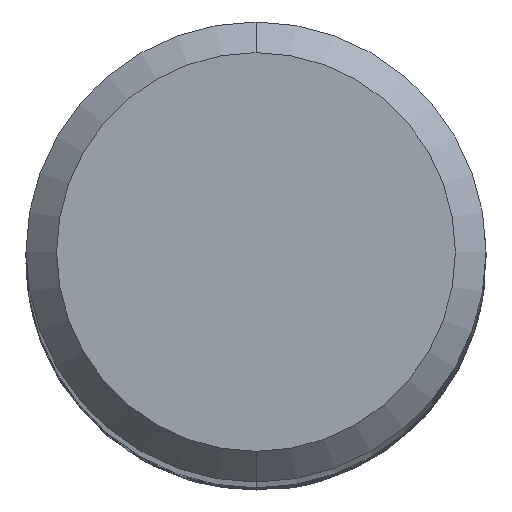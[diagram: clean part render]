
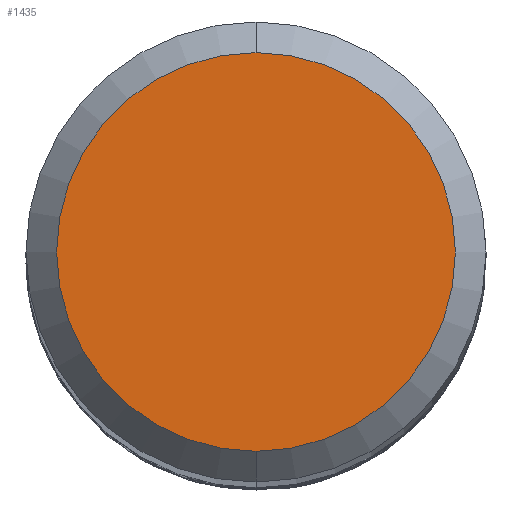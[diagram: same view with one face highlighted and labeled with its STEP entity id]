
A CAD part, top view. The second image highlights one B-rep face of the part: STEP entity #1435.
In plain terms, the highlighted planar face has unit normal (0, 0, 1).
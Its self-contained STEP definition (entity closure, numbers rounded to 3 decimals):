
#1091=EDGE_CURVE('',#1737,#1221,#2314,.T.);
#1221=VERTEX_POINT('',#2455);
#1435=ADVANCED_FACE('',(#2686),#2687,.T.);
#1437=EDGE_CURVE('',#1221,#1737,#2689,.T.);
#1737=VERTEX_POINT('',#3015);
#2314=CIRCLE('',#8763,2.6);
#2455=CARTESIAN_POINT('',(0.,-2.6,0.0));
#2686=FACE_OUTER_BOUND('',#13644,.T.);
#2687=PLANE('',#13645);
#2689=CIRCLE('',#13648,2.6);
#3015=CARTESIAN_POINT('',(0.0,2.6,0.0));
#8763=AXIS2_PLACEMENT_3D('',#17402,#17403,#17404);
#13644=EDGE_LOOP('',(#17700,#17701));
#13645=AXIS2_PLACEMENT_3D('',#17702,#17703,#17704);
#13648=AXIS2_PLACEMENT_3D('',#17705,#17706,#17707);
#17402=CARTESIAN_POINT('',(0.0,0.0,0.0));
#17403=DIRECTION('',(0.0,0.0,-1.0));
#17404=DIRECTION('',(0.0,1.0,0.0));
#17700=ORIENTED_EDGE('',*,*,#1091,.F.);
#17701=ORIENTED_EDGE('',*,*,#1437,.F.);
#17702=CARTESIAN_POINT('',(0.0,1.3,0.0));
#17703=DIRECTION('',(-0.0,0.0,1.0));
#17704=DIRECTION('',(0.0,-1.0,0.0));
#17705=CARTESIAN_POINT('',(0.0,0.0,0.0));
#17706=DIRECTION('',(0.0,0.0,-1.0));
#17707=DIRECTION('',(0.0,1.0,0.0));
